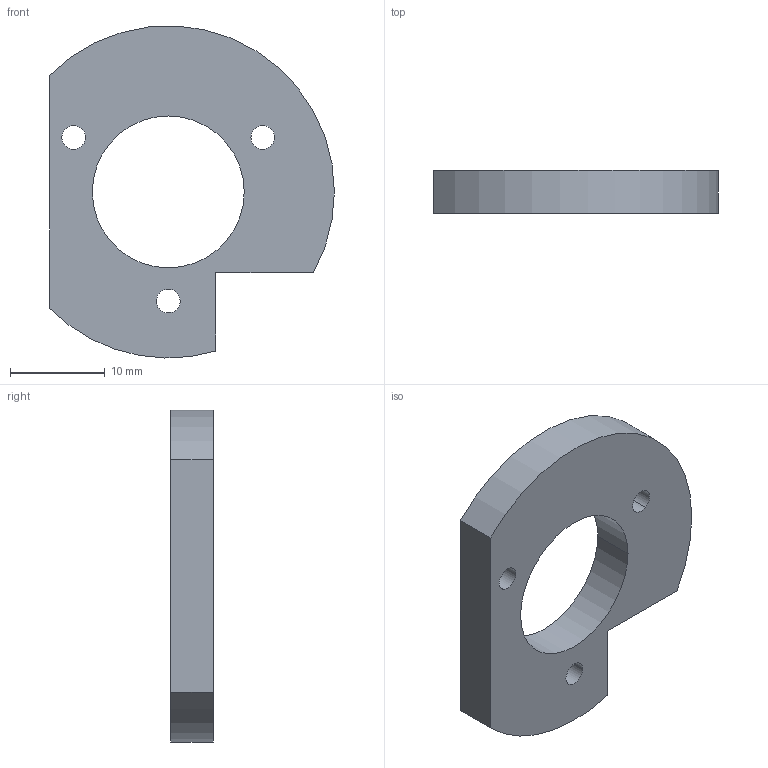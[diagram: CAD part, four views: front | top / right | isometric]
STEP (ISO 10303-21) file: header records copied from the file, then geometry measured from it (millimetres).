
FILE_DESCRIPTION((''),'2;1');
FILE_NAME('Y-CARRIAGE-BUSHING-HOLDER_2','2013-10-03T',('chalspo'),('ABB Schweiz AG'),'PRO/ENGINEER BY PARAMETRIC TECHNOLOGY CORPORATION, 2011490','PRO/ENGINEER BY PARAMETRIC TECHNOLOGY CORPORATION, 2011490','');
FILE_SCHEMA(('CONFIG_CONTROL_DESIGN'));
Length unit declared in the file: millimetre
Products named in the file (1): Y-CARRIAGE-BUSHING-HOLDER_2
Bounding box: 30 x 4.5 x 34.97 mm (x, y, z)
Volume: 2735.8 mm3; surface area: 2053.7 mm2
Topology: 1 solids, 1 shells, 15 faces, 45 edges, 38 vertices
Faces by surface type: cylinder 10, plane 5
Entity records: 578 total; most frequent: DIRECTION 103, CARTESIAN_POINT 90, ORIENTED_EDGE 78, AXIS2_PLACEMENT_3D 39, EDGE_CURVE 39, VERTEX_POINT 26, VECTOR 25, LINE 25
